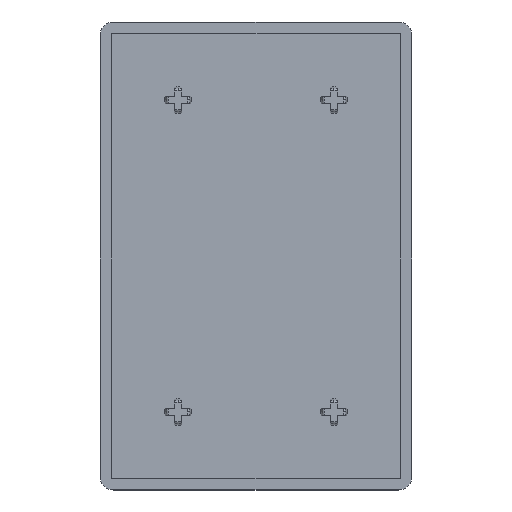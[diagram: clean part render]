
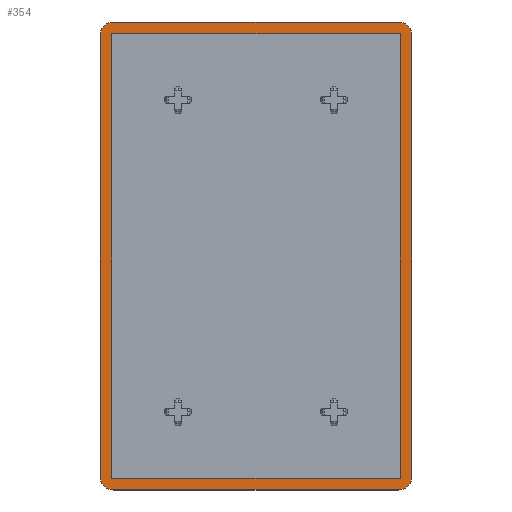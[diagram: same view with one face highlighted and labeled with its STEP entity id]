
A CAD part, top view. The second image highlights one B-rep face of the part: STEP entity #354.
In plain terms, the highlighted planar face has unit normal (0, 0, 1).
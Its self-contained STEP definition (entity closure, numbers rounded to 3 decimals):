
#30 = EDGE_CURVE ( 'NONE', #3684, #3489, #250, .T. ) ;
#68 = CARTESIAN_POINT ( 'NONE',  ( 40., -60., 4. ) ) ;
#88 = ORIENTED_EDGE ( 'NONE', *, *, #212, .F. ) ;
#116 = VERTEX_POINT ( 'NONE', #1713 ) ;
#162 = ORIENTED_EDGE ( 'NONE', *, *, #216, .T. ) ;
#202 = CARTESIAN_POINT ( 'NONE',  ( 40., 57., 4. ) ) ;
#212 = EDGE_CURVE ( 'NONE', #908, #116, #2487, .T. ) ;
#216 = EDGE_CURVE ( 'NONE', #3489, #1234, #362, .T. ) ;
#238 = EDGE_CURVE ( 'NONE', #1302, #3684, #2039, .T. ) ;
#250 = LINE ( 'NONE', #1650, #1405 ) ;
#305 = ORIENTED_EDGE ( 'NONE', *, *, #2313, .T. ) ;
#354 = ADVANCED_FACE ( 'NONE', ( #1943, #4349 ), #2958, .T. ) ;
#362 = LINE ( 'NONE', #3109, #4378 ) ;
#377 = EDGE_CURVE ( 'NONE', #2553, #618, #2845, .T. ) ;
#399 = EDGE_CURVE ( 'NONE', #696, #2395, #1221, .T. ) ;
#447 = DIRECTION ( 'NONE',  ( 0., -1., 0. ) ) ;
#520 = LINE ( 'NONE', #2187, #3589 ) ;
#589 = DIRECTION ( 'NONE',  ( 0., 0., 1. ) ) ;
#618 = VERTEX_POINT ( 'NONE', #3640 ) ;
#696 = VERTEX_POINT ( 'NONE', #2301 ) ;
#746 = CARTESIAN_POINT ( 'NONE',  ( 40., -56.5, 4. ) ) ;
#908 = VERTEX_POINT ( 'NONE', #746 ) ;
#954 = CARTESIAN_POINT ( 'NONE',  ( -37., -57., 4. ) ) ;
#992 = EDGE_CURVE ( 'NONE', #2530, #116, #520, .T. ) ;
#1081 = CARTESIAN_POINT ( 'NONE',  ( 37., 57., 4. ) ) ;
#1143 = VERTEX_POINT ( 'NONE', #4350 ) ;
#1221 = LINE ( 'NONE', #1914, #3437 ) ;
#1234 = VERTEX_POINT ( 'NONE', #3102 ) ;
#1242 = CARTESIAN_POINT ( 'NONE',  ( 40., 60., 4. ) ) ;
#1279 = VECTOR ( 'NONE', #2615, 1000. ) ;
#1302 = VERTEX_POINT ( 'NONE', #1081 ) ;
#1359 = EDGE_LOOP ( 'NONE', ( #3580, #4052, #3513, #2328, #4484, #2100, #4264, #88 ) ) ;
#1405 = VECTOR ( 'NONE', #1626, 1000. ) ;
#1417 = CIRCLE ( 'NONE', #3596, 3.5 ) ;
#1550 = AXIS2_PLACEMENT_3D ( 'NONE', #2680, #589, #4327 ) ;
#1590 = EDGE_CURVE ( 'NONE', #908, #2553, #3899, .T. ) ;
#1600 = CARTESIAN_POINT ( 'NONE',  ( -36.5, -60., 4. ) ) ;
#1626 = DIRECTION ( 'NONE',  ( -1., 0., 0. ) ) ;
#1650 = CARTESIAN_POINT ( 'NONE',  ( 40., -57., 4. ) ) ;
#1688 = CARTESIAN_POINT ( 'NONE',  ( 36.5, -56.5, 4. ) ) ;
#1713 = CARTESIAN_POINT ( 'NONE',  ( 36.5, -60., 4. ) ) ;
#1752 = CARTESIAN_POINT ( 'NONE',  ( 37., 60., 4. ) ) ;
#1782 = VECTOR ( 'NONE', #2768, 1000. ) ;
#1831 = EDGE_CURVE ( 'NONE', #1143, #696, #1417, .T. ) ;
#1895 = DIRECTION ( 'NONE',  ( 1., 0., 0. ) ) ;
#1914 = CARTESIAN_POINT ( 'NONE',  ( -40., -60., 4. ) ) ;
#1943 = FACE_BOUND ( 'NONE', #3619, .T. ) ;
#2039 = LINE ( 'NONE', #1752, #4221 ) ;
#2077 = CARTESIAN_POINT ( 'NONE',  ( 37., -57., 4. ) ) ;
#2100 = ORIENTED_EDGE ( 'NONE', *, *, #4479, .T. ) ;
#2117 = DIRECTION ( 'NONE',  ( 0., 1., 0. ) ) ;
#2171 = DIRECTION ( 'NONE',  ( 0., 1., 0. ) ) ;
#2187 = CARTESIAN_POINT ( 'NONE',  ( -40., -60., 4. ) ) ;
#2189 = LINE ( 'NONE', #202, #1279 ) ;
#2301 = CARTESIAN_POINT ( 'NONE',  ( -40., 56.5, 4. ) ) ;
#2309 = CARTESIAN_POINT ( 'NONE',  ( 40., 56.5, 4. ) ) ;
#2313 = EDGE_CURVE ( 'NONE', #1234, #1302, #2189, .T. ) ;
#2319 = ORIENTED_EDGE ( 'NONE', *, *, #238, .T. ) ;
#2328 = ORIENTED_EDGE ( 'NONE', *, *, #1831, .T. ) ;
#2331 = DIRECTION ( 'NONE',  ( 0., 0., 1. ) ) ;
#2395 = VERTEX_POINT ( 'NONE', #4258 ) ;
#2435 = LINE ( 'NONE', #2814, #1782 ) ;
#2487 = CIRCLE ( 'NONE', #3055, 3.5 ) ;
#2530 = VERTEX_POINT ( 'NONE', #1600 ) ;
#2553 = VERTEX_POINT ( 'NONE', #2309 ) ;
#2584 = EDGE_CURVE ( 'NONE', #618, #1143, #2435, .T. ) ;
#2611 = DIRECTION ( 'NONE',  ( 0., -1., 0. ) ) ;
#2615 = DIRECTION ( 'NONE',  ( 1., 0., 0. ) ) ;
#2656 = CIRCLE ( 'NONE', #4266, 3.5 ) ;
#2680 = CARTESIAN_POINT ( 'NONE',  ( 36.5, 56.5, 4. ) ) ;
#2768 = DIRECTION ( 'NONE',  ( -1., 0., 0. ) ) ;
#2770 = DIRECTION ( 'NONE',  ( 0., -1., 0. ) ) ;
#2771 = AXIS2_PLACEMENT_3D ( 'NONE', #1242, #4032, #3017 ) ;
#2814 = CARTESIAN_POINT ( 'NONE',  ( -40., 60., 4. ) ) ;
#2845 = CIRCLE ( 'NONE', #1550, 3.5 ) ;
#2958 = PLANE ( 'NONE',  #2771 ) ;
#3017 = DIRECTION ( 'NONE',  ( 0., 1., 0. ) ) ;
#3055 = AXIS2_PLACEMENT_3D ( 'NONE', #1688, #3131, #2770 ) ;
#3102 = CARTESIAN_POINT ( 'NONE',  ( -37., 57., 4. ) ) ;
#3109 = CARTESIAN_POINT ( 'NONE',  ( -37., 60., 4. ) ) ;
#3131 = DIRECTION ( 'NONE',  ( 0., 0., -1. ) ) ;
#3137 = VECTOR ( 'NONE', #2171, 1000. ) ;
#3162 = ORIENTED_EDGE ( 'NONE', *, *, #30, .T. ) ;
#3420 = DIRECTION ( 'NONE',  ( 0., -1., 0. ) ) ;
#3437 = VECTOR ( 'NONE', #2611, 1000. ) ;
#3442 = DIRECTION ( 'NONE',  ( 0., -1., 0. ) ) ;
#3489 = VERTEX_POINT ( 'NONE', #954 ) ;
#3513 = ORIENTED_EDGE ( 'NONE', *, *, #2584, .T. ) ;
#3580 = ORIENTED_EDGE ( 'NONE', *, *, #1590, .T. ) ;
#3589 = VECTOR ( 'NONE', #1895, 1000. ) ;
#3596 = AXIS2_PLACEMENT_3D ( 'NONE', #3916, #4228, #447 ) ;
#3619 = EDGE_LOOP ( 'NONE', ( #162, #305, #2319, #3162 ) ) ;
#3640 = CARTESIAN_POINT ( 'NONE',  ( 36.5, 60., 4. ) ) ;
#3684 = VERTEX_POINT ( 'NONE', #2077 ) ;
#3756 = CARTESIAN_POINT ( 'NONE',  ( -36.5, -56.5, 4. ) ) ;
#3899 = LINE ( 'NONE', #68, #3137 ) ;
#3916 = CARTESIAN_POINT ( 'NONE',  ( -36.5, 56.5, 4. ) ) ;
#4032 = DIRECTION ( 'NONE',  ( 0., 0., 1. ) ) ;
#4052 = ORIENTED_EDGE ( 'NONE', *, *, #377, .T. ) ;
#4221 = VECTOR ( 'NONE', #3420, 1000. ) ;
#4228 = DIRECTION ( 'NONE',  ( 0., 0., 1. ) ) ;
#4258 = CARTESIAN_POINT ( 'NONE',  ( -40., -56.5, 4. ) ) ;
#4264 = ORIENTED_EDGE ( 'NONE', *, *, #992, .T. ) ;
#4266 = AXIS2_PLACEMENT_3D ( 'NONE', #3756, #2331, #3442 ) ;
#4327 = DIRECTION ( 'NONE',  ( 0., -1., 0. ) ) ;
#4349 = FACE_OUTER_BOUND ( 'NONE', #1359, .T. ) ;
#4350 = CARTESIAN_POINT ( 'NONE',  ( -36.5, 60., 4. ) ) ;
#4378 = VECTOR ( 'NONE', #2117, 1000. ) ;
#4479 = EDGE_CURVE ( 'NONE', #2395, #2530, #2656, .T. ) ;
#4484 = ORIENTED_EDGE ( 'NONE', *, *, #399, .T. ) ;
